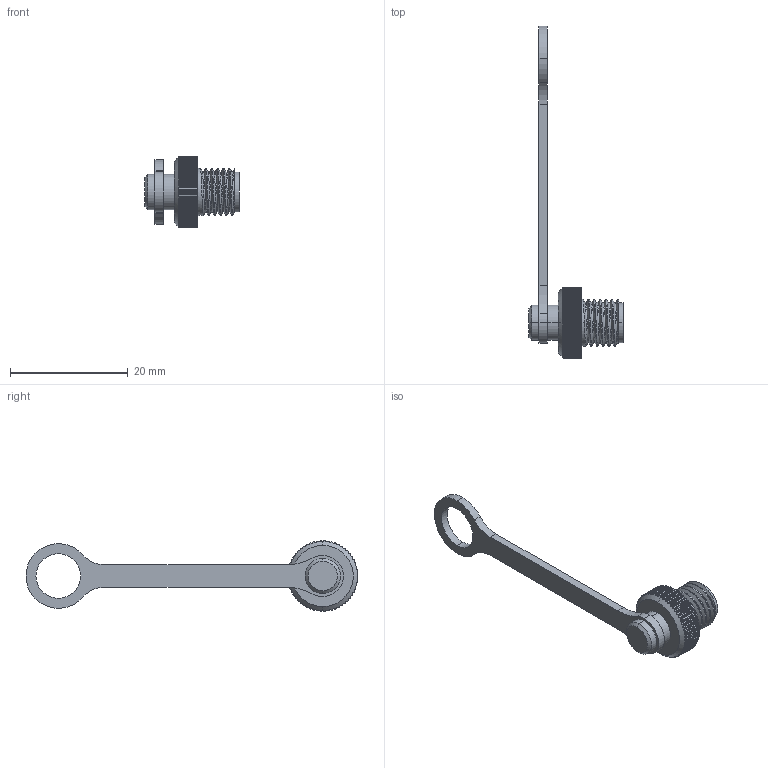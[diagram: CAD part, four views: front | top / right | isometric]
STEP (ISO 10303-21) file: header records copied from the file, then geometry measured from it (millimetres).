
FILE_DESCRIPTION (( 'STEP AP203' ), '1' );
FILE_NAME ('P60(母）.STEP', '2020-04-27T03:10:49', ( 'edpusr' ), ( 'Microsoft' ), 'SwSTEP 2.0', 'SolidWorks 2015', '' );
FILE_SCHEMA (( 'CONFIG_CONTROL_DESIGN' ));
Length unit declared in the file: millimetre
Products named in the file (1): P60(譫ㄘ
Bounding box: 16 x 56.49 x 11.99 mm (x, y, z)
Volume: 877.7 mm3; surface area: 1540 mm2
Topology: 1 solids, 1 shells, 455 faces, 1328 edges, 883 vertices
Faces by surface type: cylinder 313, plane 135, cone 4, bspline 3
Entity records: 18328 total; most frequent: CARTESIAN_POINT 6580, ORIENTED_EDGE 2656, DIRECTION 2254, EDGE_CURVE 1328, VERTEX_POINT 883, AXIS2_PLACEMENT_3D 844, LINE 566, VECTOR 566
